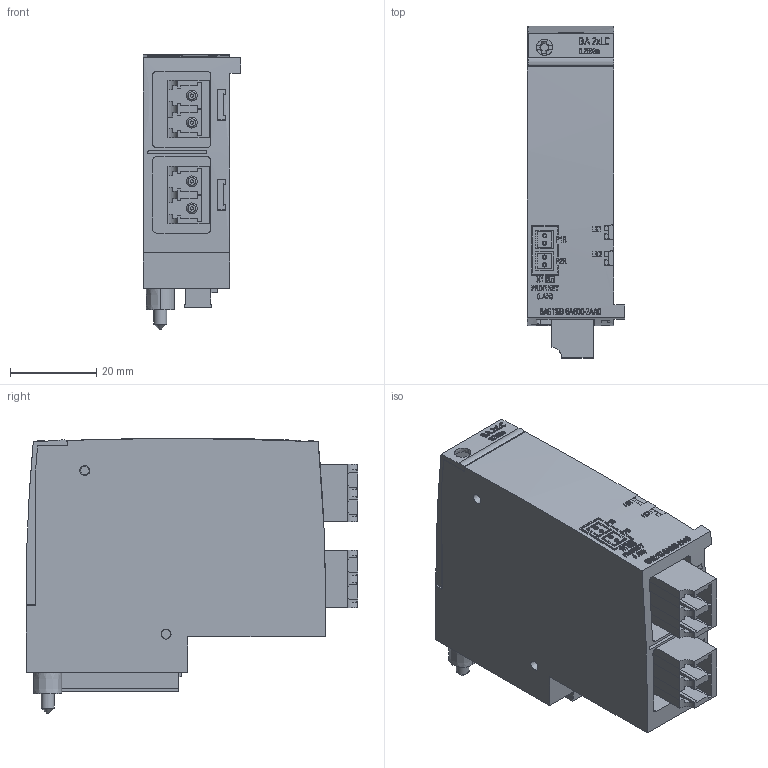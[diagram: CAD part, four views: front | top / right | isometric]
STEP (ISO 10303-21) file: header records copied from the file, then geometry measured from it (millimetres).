
FILE_DESCRIPTION(/* description */ (''),/* implementation_level */ '2;1');
FILE_NAME(/* name */ '6AG1193-6AG00-2AA0_3d.stp',/* time_stamp */ '2024-12-23T15:57:35+08:00',/* author */ (''),/* organization */ (''),/* preprocessor_version */ 'ST-DEVELOPER v18.101',/* originating_system */ 'SIEMENS PLM Software NX 2008',/* authorisation */ '');
FILE_SCHEMA (('MODEL_BASED_INTEGRATED_MANUFACTURING_SCHEMA'));
Products named in the file (3): A5E54280472A_RS-AA_001_1-Labeling; A5E36864253A_RS-AA_002_2-Box; A5E54280463A_RS-AA_001_1-CAx_6AG11936AG002AA0
Assembly tree (2 placements, depth 2):
  A5E54280463A_RS-AA_001_1-CAx_6AG11936AG002AA0
    A5E36864253A_RS-AA_002_2-Box
    A5E54280472A_RS-AA_001_1-Labeling
Bounding box: 22.45 x 76.83 x 63.69 mm (x, y, z)
Volume: 39427.4 mm3; surface area: 38117.9 mm2
Topology: 90 solids, 91 shells, 1955 faces, 4869 edges, 3162 vertices
Faces by surface type: plane 1500, cylinder 280, extrusion 164, cone 11
Full cylindrical faces by diameter (mm): 0.7 x2, 0.75 x4, 1 x2, 2 x1, 2.4 x2, 2.5 x4, 3 x1, 3.5 x3, 4 x2, 4.5 x2, 5 x1, 6 x2
Entity records: 75818 total; most frequent: CARTESIAN_POINT 20895, ORIENTED_EDGE 9654, DIRECTION 9207, EDGE_CURVE 4827, VECTOR 3631, LINE 3467, VERTEX_POINT 3153, AXIS2_PLACEMENT_3D 2788
